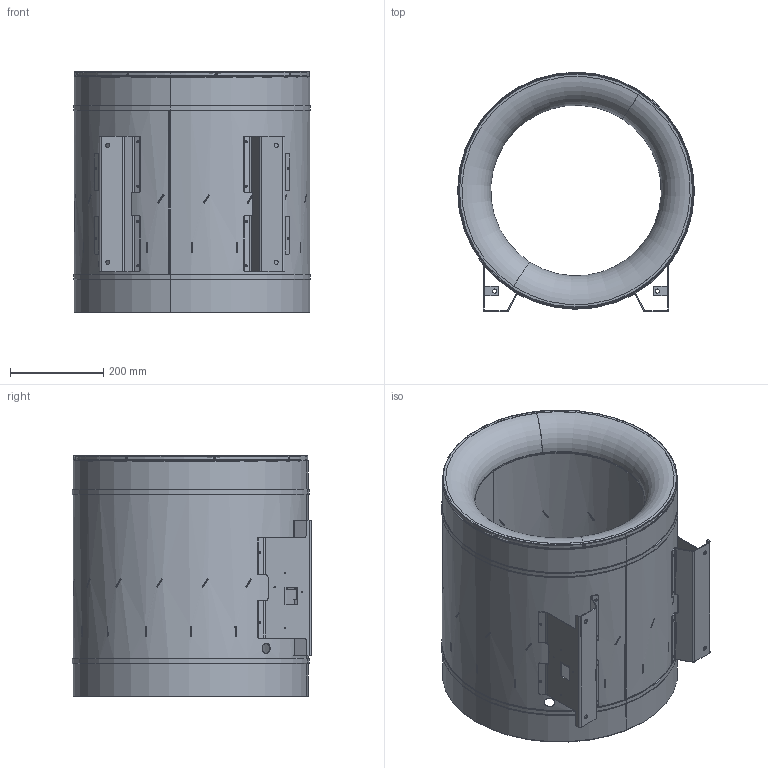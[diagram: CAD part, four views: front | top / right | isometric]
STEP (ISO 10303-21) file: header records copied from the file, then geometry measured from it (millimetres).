
FILE_DESCRIPTION (( 'STEP AP203' ), '1' );
FILE_NAME ('160105-00_EL500D4O01_step.step', '2021-10-29T11:09:13', ( '' ), ( '' ), 'SwSTEP 2.0', 'SolidWorks 2017', '' );
FILE_SCHEMA (( 'CONFIG_CONTROL_DESIGN' ));
Length unit declared in the file: millimetre
Products named in the file (1): 160105-00_EL500D4O01_step
Bounding box: 506.67 x 512.19 x 515.5 mm (x, y, z)
Surface area: 2104338.5 mm2 (no closed solid volume)
Topology: 0 solids, 53 shells, 468 faces, 1676 edges, 1173 vertices
Faces by surface type: cylinder 220, plane 122, bspline 104, torus 22
Entity records: 108792 total; most frequent: CARTESIAN_POINT 96511, ORIENTED_EDGE 2521, DIRECTION 1857, EDGE_CURVE 1676, VERTEX_POINT 1173, B_SPLINE_CURVE_WITH_KNOTS 796, AXIS2_PLACEMENT_3D 703, EDGE_LOOP 623
